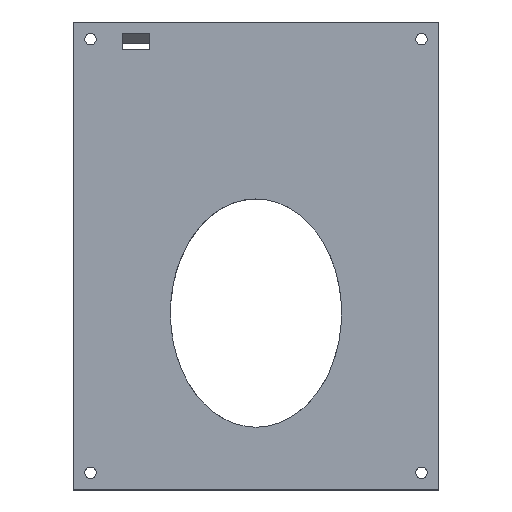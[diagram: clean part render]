
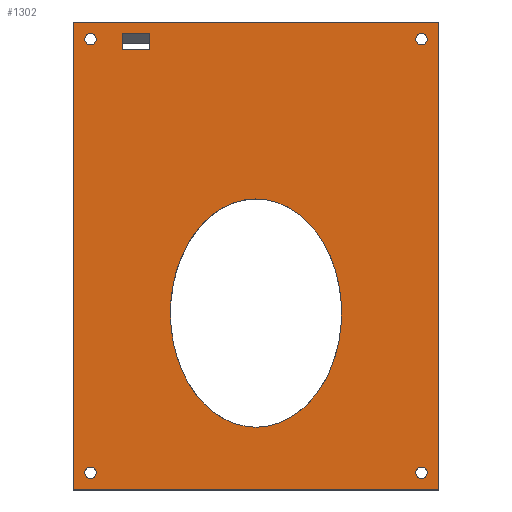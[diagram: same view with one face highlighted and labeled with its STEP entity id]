
A CAD part, top view. The second image highlights one B-rep face of the part: STEP entity #1302.
In plain terms, the highlighted planar face has unit normal (0, 0, 1).
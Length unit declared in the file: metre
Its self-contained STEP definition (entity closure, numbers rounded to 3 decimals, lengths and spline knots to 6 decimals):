
#26=ELLIPSE('',#1397,0.0254,0.01905);
#41=CIRCLE('',#1398,0.00127);
#42=CIRCLE('',#1399,0.00127);
#43=CIRCLE('',#1400,0.00127);
#44=CIRCLE('',#1401,0.00127);
#190=ORIENTED_EDGE('',*,*,#533,.T.);
#191=ORIENTED_EDGE('',*,*,#513,.F.);
#192=ORIENTED_EDGE('',*,*,#521,.F.);
#193=ORIENTED_EDGE('',*,*,#519,.F.);
#194=ORIENTED_EDGE('',*,*,#534,.F.);
#195=ORIENTED_EDGE('',*,*,#535,.T.);
#196=ORIENTED_EDGE('',*,*,#536,.T.);
#197=ORIENTED_EDGE('',*,*,#537,.F.);
#198=ORIENTED_EDGE('',*,*,#538,.T.);
#199=ORIENTED_EDGE('',*,*,#539,.T.);
#200=ORIENTED_EDGE('',*,*,#540,.F.);
#201=ORIENTED_EDGE('',*,*,#541,.F.);
#202=ORIENTED_EDGE('',*,*,#542,.F.);
#513=EDGE_CURVE('',#682,#683,#814,.T.);
#519=EDGE_CURVE('',#687,#688,#820,.T.);
#521=EDGE_CURVE('',#688,#682,#822,.T.);
#533=EDGE_CURVE('',#698,#698,#26,.F.);
#534=EDGE_CURVE('',#683,#687,#829,.T.);
#535=EDGE_CURVE('',#699,#699,#41,.F.);
#536=EDGE_CURVE('',#700,#700,#42,.F.);
#537=EDGE_CURVE('',#701,#702,#830,.T.);
#538=EDGE_CURVE('',#701,#703,#831,.T.);
#539=EDGE_CURVE('',#703,#704,#832,.T.);
#540=EDGE_CURVE('',#702,#704,#833,.T.);
#541=EDGE_CURVE('',#705,#705,#43,.T.);
#542=EDGE_CURVE('',#706,#706,#44,.T.);
#682=VERTEX_POINT('',#1994);
#683=VERTEX_POINT('',#1996);
#687=VERTEX_POINT('',#2006);
#688=VERTEX_POINT('',#2008);
#698=VERTEX_POINT('',#2075);
#699=VERTEX_POINT('',#2078);
#700=VERTEX_POINT('',#2080);
#701=VERTEX_POINT('',#2082);
#702=VERTEX_POINT('',#2083);
#703=VERTEX_POINT('',#2085);
#704=VERTEX_POINT('',#2087);
#705=VERTEX_POINT('',#2090);
#706=VERTEX_POINT('',#2092);
#814=LINE('',#1995,#967);
#820=LINE('',#2007,#973);
#822=LINE('',#2011,#975);
#829=LINE('',#2076,#982);
#830=LINE('',#2081,#983);
#831=LINE('',#2084,#984);
#832=LINE('',#2086,#985);
#833=LINE('',#2088,#986);
#967=VECTOR('',#1591,1.);
#973=VECTOR('',#1599,1.);
#975=VECTOR('',#1603,1.);
#982=VECTOR('',#1624,1.);
#983=VECTOR('',#1629,1.);
#984=VECTOR('',#1630,1.);
#985=VECTOR('',#1631,1.);
#986=VECTOR('',#1632,1.);
#1059=EDGE_LOOP('',(#190));
#1060=EDGE_LOOP('',(#191,#192,#193,#194));
#1061=EDGE_LOOP('',(#195));
#1062=EDGE_LOOP('',(#196));
#1063=EDGE_LOOP('',(#197,#198,#199,#200));
#1064=EDGE_LOOP('',(#201));
#1065=EDGE_LOOP('',(#202));
#1158=FACE_BOUND('',#1059,.T.);
#1159=FACE_BOUND('',#1060,.T.);
#1160=FACE_BOUND('',#1061,.T.);
#1161=FACE_BOUND('',#1062,.T.);
#1162=FACE_BOUND('',#1063,.T.);
#1163=FACE_BOUND('',#1064,.T.);
#1164=FACE_BOUND('',#1065,.T.);
#1247=PLANE('',#1396);
#1302=ADVANCED_FACE('',(#1158,#1159,#1160,#1161,#1162,#1163,#1164),#1247,
 .T.);
#1396=AXIS2_PLACEMENT_3D('',#2073,#1620,#1621);
#1397=AXIS2_PLACEMENT_3D('',#2074,#1622,#1623);
#1398=AXIS2_PLACEMENT_3D('',#2077,#1625,#1626);
#1399=AXIS2_PLACEMENT_3D('',#2079,#1627,#1628);
#1400=AXIS2_PLACEMENT_3D('',#2089,#1633,#1634);
#1401=AXIS2_PLACEMENT_3D('',#2091,#1635,#1636);
#1591=DIRECTION('',(0.,1.,0.));
#1599=DIRECTION('',(0.,-1.,0.));
#1603=DIRECTION('',(1.,0.,0.));
#1620=DIRECTION('',(0.,0.,1.));
#1621=DIRECTION('',(1.,0.,0.));
#1622=DIRECTION('',(0.,0.,1.));
#1623=DIRECTION('',(0.,-1.,0.));
#1624=DIRECTION('',(-1.,0.,0.));
#1625=DIRECTION('',(0.,0.,1.));
#1626=DIRECTION('',(1.,0.,0.));
#1627=DIRECTION('',(0.,0.,1.));
#1628=DIRECTION('',(1.,0.,0.));
#1629=DIRECTION('',(0.,-1.,0.));
#1630=DIRECTION('',(-1.,0.,0.));
#1631=DIRECTION('',(0.,-1.,0.));
#1632=DIRECTION('',(-1.,0.,0.));
#1633=DIRECTION('',(0.,0.,1.));
#1634=DIRECTION('',(1.,0.,0.));
#1635=DIRECTION('',(0.,0.,1.));
#1636=DIRECTION('',(1.,0.,0.));
#1994=CARTESIAN_POINT('',(-0.023622,0.045974,0.00381));
#1995=CARTESIAN_POINT('',(-0.023622,0.,0.00381));
#1996=CARTESIAN_POINT('',(-0.023622,0.04953,0.00381));
#2006=CARTESIAN_POINT('',(-0.029718,0.04953,0.00381));
#2007=CARTESIAN_POINT('',(-0.029718,0.,0.00381));
#2008=CARTESIAN_POINT('',(-0.029718,0.045974,0.00381));
#2011=CARTESIAN_POINT('',(0.,0.045974,0.00381));
#2073=CARTESIAN_POINT('',(0.,0.,0.00381));
#2074=CARTESIAN_POINT('',(0.,-0.0127,0.00381));
#2075=CARTESIAN_POINT('',(0.,-0.0381,0.00381));
#2076=CARTESIAN_POINT('',(0.,0.04953,0.00381));
#2077=CARTESIAN_POINT('',(0.03683,0.04826,0.00381));
#2078=CARTESIAN_POINT('',(0.0381,0.04826,0.00381));
#2079=CARTESIAN_POINT('',(-0.03683,-0.04826,0.00381));
#2080=CARTESIAN_POINT('',(-0.03556,-0.04826,0.00381));
#2081=CARTESIAN_POINT('',(0.04064,0.,0.00381));
#2082=CARTESIAN_POINT('',(0.04064,0.05207,0.00381));
#2083=CARTESIAN_POINT('',(0.04064,-0.05207,0.00381));
#2084=CARTESIAN_POINT('',(0.,0.05207,0.00381));
#2085=CARTESIAN_POINT('',(-0.04064,0.05207,0.00381));
#2086=CARTESIAN_POINT('',(-0.04064,0.,0.00381));
#2087=CARTESIAN_POINT('',(-0.04064,-0.05207,0.00381));
#2088=CARTESIAN_POINT('',(0.,-0.05207,0.00381));
#2089=CARTESIAN_POINT('',(-0.03683,0.04826,0.00381));
#2090=CARTESIAN_POINT('',(-0.03556,0.04826,0.00381));
#2091=CARTESIAN_POINT('',(0.03683,-0.04826,0.00381));
#2092=CARTESIAN_POINT('',(0.0381,-0.04826,0.00381));
